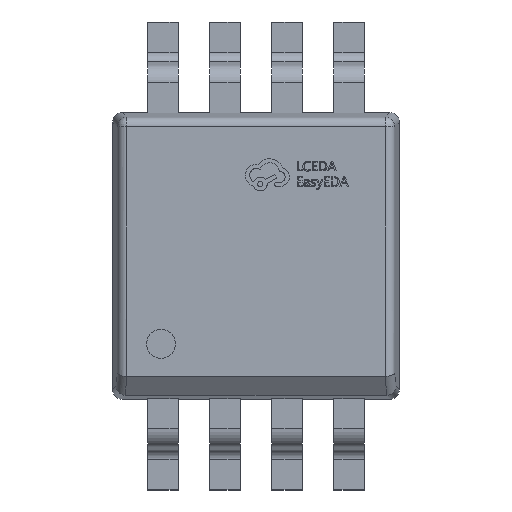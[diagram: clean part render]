
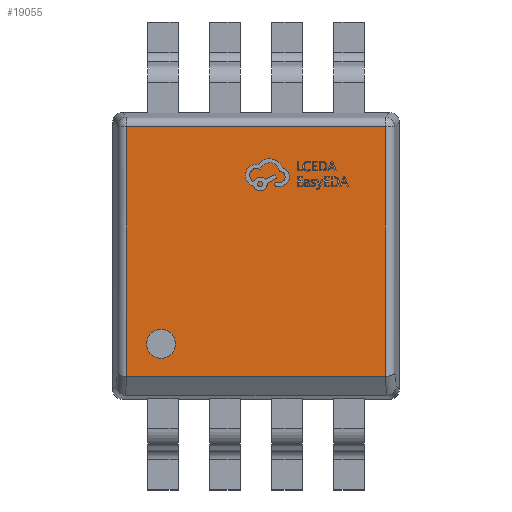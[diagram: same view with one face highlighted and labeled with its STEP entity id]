
A CAD part, top view. The second image highlights one B-rep face of the part: STEP entity #19055.
In plain terms, the highlighted planar face has unit normal (0, 0, 1).
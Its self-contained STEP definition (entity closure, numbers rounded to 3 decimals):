
#73 = EDGE_CURVE ( 'NONE', #18453, #1052, #20678, .T. ) ;
#458 = CARTESIAN_POINT ( 'NONE',  ( 1.35, -1.263, 0.43 ) ) ;
#860 = DIRECTION ( 'NONE',  ( 1., 0., 0. ) ) ;
#981 = DIRECTION ( 'NONE',  ( 0., 1., 0. ) ) ;
#1029 = DIRECTION ( 'NONE',  ( -1., 0., 0. ) ) ;
#1052 = VERTEX_POINT ( 'NONE', #13028 ) ;
#1067 = VERTEX_POINT ( 'NONE', #9837 ) ;
#1267 = ORIENTED_EDGE ( 'NONE', *, *, #9902, .T. ) ;
#1669 = DIRECTION ( 'NONE',  ( 0., -1., 0. ) ) ;
#1987 = PLANE ( 'NONE',  #6153 ) ;
#2063 = CARTESIAN_POINT ( 'NONE',  ( 1.351, -1.263, 0.43 ) ) ;
#2254 = CARTESIAN_POINT ( 'NONE',  ( 1.35, -1.263, 0.43 ) ) ;
#3331 = DIRECTION ( 'NONE',  ( 0., 0., 1. ) ) ;
#3409 = CARTESIAN_POINT ( 'NONE',  ( -0.995, -0.921, 0.43 ) ) ;
#3508 = FACE_OUTER_BOUND ( 'NONE', #20278, .T. ) ;
#3967 = ORIENTED_EDGE ( 'NONE', *, *, #8368, .T. ) ;
#4051 = DIRECTION ( 'NONE',  ( 0., 0., 1. ) ) ;
#4099 = EDGE_LOOP ( 'NONE', ( #18452, #17636 ) ) ;
#4649 = VECTOR ( 'NONE', #860, 1000. ) ;
#4977 = ORIENTED_EDGE ( 'NONE', *, *, #5501, .T. ) ;
#5178 = VECTOR ( 'NONE', #1669, 1000. ) ;
#5246 = VERTEX_POINT ( 'NONE', #6909 ) ;
#5501 = EDGE_CURVE ( 'NONE', #7369, #5246, #19999, .T. ) ;
#6153 = AXIS2_PLACEMENT_3D ( 'NONE', #12057, #4051, #10553 ) ;
#6217 = AXIS2_PLACEMENT_3D ( 'NONE', #18238, #3331, #19858 ) ;
#6909 = CARTESIAN_POINT ( 'NONE',  ( -1.35, -1.263, 0.43 ) ) ;
#7369 = VERTEX_POINT ( 'NONE', #12258 ) ;
#7704 = CARTESIAN_POINT ( 'NONE',  ( -1.44, 1.353, 0.43 ) ) ;
#8368 = EDGE_CURVE ( 'NONE', #18845, #7369, #9510, .T. ) ;
#8473 = ORIENTED_EDGE ( 'NONE', *, *, #19798, .T. ) ;
#8680 = CARTESIAN_POINT ( 'NONE',  ( -1.353, -1.263, 0.43 ) ) ;
#8851 = EDGE_CURVE ( 'NONE', #1067, #15108, #17509, .T. ) ;
#9510 = LINE ( 'NONE', #16045, #5178 ) ;
#9573 = CARTESIAN_POINT ( 'NONE',  ( -0.844, -0.921, 0.43 ) ) ;
#9837 = CARTESIAN_POINT ( 'NONE',  ( -1.146, -0.921, 0.43 ) ) ;
#9902 = EDGE_CURVE ( 'NONE', #5246, #18453, #10614, .T. ) ;
#10105 = EDGE_CURVE ( 'NONE', #15108, #1067, #18675, .T. ) ;
#10380 = ORIENTED_EDGE ( 'NONE', *, *, #73, .T. ) ;
#10553 = DIRECTION ( 'NONE',  ( 1., 0., 0. ) ) ;
#10614 = LINE ( 'NONE', #12439, #4649 ) ;
#11815 = CARTESIAN_POINT ( 'NONE',  ( 1.353, -1.263, 0.43 ) ) ;
#11823 = LINE ( 'NONE', #12244, #12726 ) ;
#12057 = CARTESIAN_POINT ( 'NONE',  ( 0., 0., 0.43 ) ) ;
#12244 = CARTESIAN_POINT ( 'NONE',  ( 1.353, 1.44, 0.43 ) ) ;
#12258 = CARTESIAN_POINT ( 'NONE',  ( -1.353, -1.263, 0.43 ) ) ;
#12439 = CARTESIAN_POINT ( 'NONE',  ( 1.44, -1.263, 0.43 ) ) ;
#12726 = VECTOR ( 'NONE', #981, 1000. ) ;
#12851 = DIRECTION ( 'NONE',  ( 1., 0., 0. ) ) ;
#13028 = CARTESIAN_POINT ( 'NONE',  ( 1.353, -1.263, 0.43 ) ) ;
#13081 = VECTOR ( 'NONE', #1029, 1000. ) ;
#13682 = CARTESIAN_POINT ( 'NONE',  ( -1.35, -1.263, 0.43 ) ) ;
#14251 = DIRECTION ( 'NONE',  ( 0., 0., 1. ) ) ;
#14253 = ORIENTED_EDGE ( 'NONE', *, *, #14509, .T. ) ;
#14509 = EDGE_CURVE ( 'NONE', #14787, #18845, #20489, .T. ) ;
#14619 = CARTESIAN_POINT ( 'NONE',  ( 1.353, 1.353, 0.43 ) ) ;
#14787 = VERTEX_POINT ( 'NONE', #14619 ) ;
#14885 = AXIS2_PLACEMENT_3D ( 'NONE', #3409, #14251, #12851 ) ;
#15108 = VERTEX_POINT ( 'NONE', #9573 ) ;
#15192 = CARTESIAN_POINT ( 'NONE',  ( -1.352, -1.263, 0.43 ) ) ;
#15501 = CARTESIAN_POINT ( 'NONE',  ( -1.353, 1.353, 0.43 ) ) ;
#16045 = CARTESIAN_POINT ( 'NONE',  ( -1.353, -1.263, 0.43 ) ) ;
#16649 = CARTESIAN_POINT ( 'NONE',  ( 1.352, -1.263, 0.43 ) ) ;
#16684 = FACE_BOUND ( 'NONE', #4099, .T. ) ;
#17509 = CIRCLE ( 'NONE', #6217, 0.151 ) ;
#17636 = ORIENTED_EDGE ( 'NONE', *, *, #8851, .F. ) ;
#18238 = CARTESIAN_POINT ( 'NONE',  ( -0.995, -0.921, 0.43 ) ) ;
#18452 = ORIENTED_EDGE ( 'NONE', *, *, #10105, .F. ) ;
#18453 = VERTEX_POINT ( 'NONE', #2254 ) ;
#18675 = CIRCLE ( 'NONE', #14885, 0.151 ) ;
#18845 = VERTEX_POINT ( 'NONE', #15501 ) ;
#19055 = ADVANCED_FACE ( 'NONE', ( #16684, #3508 ), #1987, .T. ) ;
#19798 = EDGE_CURVE ( 'NONE', #1052, #14787, #11823, .T. ) ;
#19858 = DIRECTION ( 'NONE',  ( 1., 0., 0. ) ) ;
#19999 =( BOUNDED_CURVE ( )  B_SPLINE_CURVE ( 3, ( #8680, #15192, #20257, #13682 ),
 .UNSPECIFIED., .F., .T. ) 
 B_SPLINE_CURVE_WITH_KNOTS ( ( 4, 4 ),
 ( 0.035, 0.063 ),
 .UNSPECIFIED. ) 
 CURVE ( )  GEOMETRIC_REPRESENTATION_ITEM ( )  RATIONAL_B_SPLINE_CURVE ( ( 1., 1., 1., 1. ) ) 
 REPRESENTATION_ITEM ( '' )  );
#20257 = CARTESIAN_POINT ( 'NONE',  ( -1.351, -1.263, 0.43 ) ) ;
#20278 = EDGE_LOOP ( 'NONE', ( #1267, #10380, #8473, #14253, #3967, #4977 ) ) ;
#20489 = LINE ( 'NONE', #7704, #13081 ) ;
#20678 =( BOUNDED_CURVE ( )  B_SPLINE_CURVE ( 3, ( #458, #2063, #16649, #11815 ),
 .UNSPECIFIED., .F., .F. ) 
 B_SPLINE_CURVE_WITH_KNOTS ( ( 4, 4 ),
 ( 3.078, 3.106 ),
 .UNSPECIFIED. ) 
 CURVE ( )  GEOMETRIC_REPRESENTATION_ITEM ( )  RATIONAL_B_SPLINE_CURVE ( ( 1., 1., 1., 1. ) ) 
 REPRESENTATION_ITEM ( '' )  );
